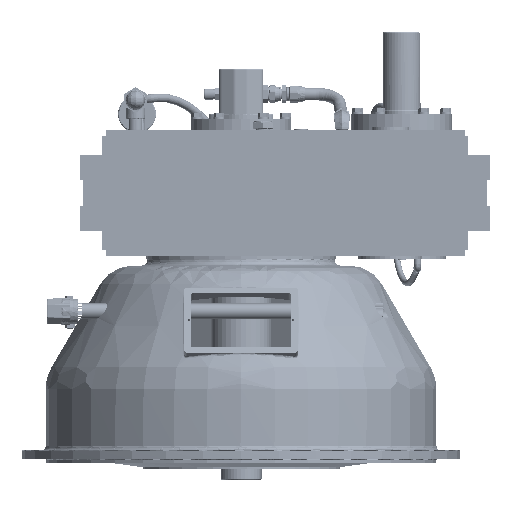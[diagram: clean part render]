
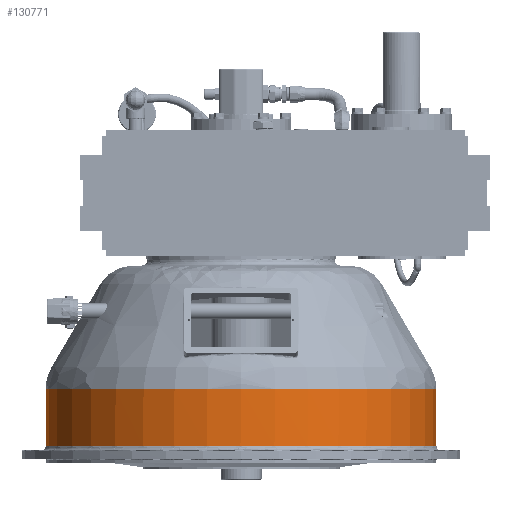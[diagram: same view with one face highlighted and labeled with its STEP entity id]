
A CAD part, front view. The second image highlights one B-rep face of the part: STEP entity #130771.
In plain terms, the highlighted cylindrical face has radius 393.7 mm (diameter 787.4 mm), a partial arc.
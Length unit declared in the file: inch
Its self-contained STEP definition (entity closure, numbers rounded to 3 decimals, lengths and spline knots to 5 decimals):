
#3574 = EDGE_CURVE ( 'NONE', #96337, #20374, #117475, .T. ) ;
#3614 = FACE_OUTER_BOUND ( 'NONE', #155863, .T. ) ;
#4084 = CIRCLE ( 'NONE', #12801, 15.5 ) ;
#12801 = AXIS2_PLACEMENT_3D ( 'NONE', #12815, #102005, #25628 ) ;
#12815 = CARTESIAN_POINT ( 'NONE',  ( 0., 0., -5.56845 ) ) ;
#14355 = VECTOR ( 'NONE', #75401, 39.37008 ) ;
#14898 = CARTESIAN_POINT ( 'NONE',  ( 15.5, 0., -1.05 ) ) ;
#18490 = VERTEX_POINT ( 'NONE', #96018 ) ;
#19048 = ORIENTED_EDGE ( 'NONE', *, *, #128330, .F. ) ;
#20374 = VERTEX_POINT ( 'NONE', #79572 ) ;
#21005 = ORIENTED_EDGE ( 'NONE', *, *, #119108, .F. ) ;
#25628 = DIRECTION ( 'NONE',  ( 0.002, 1., 0. ) ) ;
#37708 = ORIENTED_EDGE ( 'NONE', *, *, #146248, .T. ) ;
#48243 = LINE ( 'NONE', #100589, #14355 ) ;
#48762 = DIRECTION ( 'NONE',  ( 0., 0., -1. ) ) ;
#50825 = CARTESIAN_POINT ( 'NONE',  ( -15.5, 0., -5.56845 ) ) ;
#55074 = ORIENTED_EDGE ( 'NONE', *, *, #136455, .T. ) ;
#59519 = CARTESIAN_POINT ( 'NONE',  ( 15.5, 0., -5.56845 ) ) ;
#59834 = CARTESIAN_POINT ( 'NONE',  ( 0., 0., -1.05 ) ) ;
#62251 = CARTESIAN_POINT ( 'NONE',  ( 0., 0., -5.56845 ) ) ;
#62546 = VERTEX_POINT ( 'NONE', #59519 ) ;
#72662 = DIRECTION ( 'NONE',  ( 1., 0., 0. ) ) ;
#75057 = DIRECTION ( 'NONE',  ( 0.002, 1., 0. ) ) ;
#75401 = DIRECTION ( 'NONE',  ( 0., 0., 1. ) ) ;
#75680 = VECTOR ( 'NONE', #77813, 39.37008 ) ;
#77813 = DIRECTION ( 'NONE',  ( 0., 0., 1. ) ) ;
#79572 = CARTESIAN_POINT ( 'NONE',  ( 0.04707, -15.49993, -1.05 ) ) ;
#81445 = VERTEX_POINT ( 'NONE', #50825 ) ;
#96018 = CARTESIAN_POINT ( 'NONE',  ( -15.5, 0., -1.05 ) ) ;
#96337 = VERTEX_POINT ( 'NONE', #14898 ) ;
#100589 = CARTESIAN_POINT ( 'NONE',  ( 15.5, 0., -16.6865 ) ) ;
#100720 = VERTEX_POINT ( 'NONE', #108834 ) ;
#101398 = CYLINDRICAL_SURFACE ( 'NONE', #164649, 15.5 ) ;
#102005 = DIRECTION ( 'NONE',  ( 0., 0., -1. ) ) ;
#107025 = CARTESIAN_POINT ( 'NONE',  ( 0., 0., -16.6865 ) ) ;
#108834 = CARTESIAN_POINT ( 'NONE',  ( -0.03474, -15.49996, -5.56845 ) ) ;
#110550 = AXIS2_PLACEMENT_3D ( 'NONE', #59834, #149074, #72662 ) ;
#113704 = LINE ( 'NONE', #154245, #75680 ) ;
#116058 = ORIENTED_EDGE ( 'NONE', *, *, #161911, .F. ) ;
#117475 = CIRCLE ( 'NONE', #147814, 15.5 ) ;
#119108 = EDGE_CURVE ( 'NONE', #81445, #18490, #113704, .T. ) ;
#120376 = DIRECTION ( 'NONE',  ( 1., 0., 0. ) ) ;
#124780 = CIRCLE ( 'NONE', #132007, 15.5 ) ;
#125149 = CARTESIAN_POINT ( 'NONE',  ( 0., 0., -1.05 ) ) ;
#128330 = EDGE_CURVE ( 'NONE', #62546, #100720, #4084, .T. ) ;
#130771 = ADVANCED_FACE ( 'NONE', ( #3614 ), #101398, .T. ) ;
#132007 = AXIS2_PLACEMENT_3D ( 'NONE', #62251, #151446, #75057 ) ;
#136455 = EDGE_CURVE ( 'NONE', #20374, #18490, #140269, .T. ) ;
#137947 = DIRECTION ( 'NONE',  ( 1., 0., 0. ) ) ;
#140269 = CIRCLE ( 'NONE', #110550, 15.5 ) ;
#146248 = EDGE_CURVE ( 'NONE', #62546, #96337, #48243, .T. ) ;
#147814 = AXIS2_PLACEMENT_3D ( 'NONE', #125149, #48762, #137947 ) ;
#149074 = DIRECTION ( 'NONE',  ( 0., 0., -1. ) ) ;
#151446 = DIRECTION ( 'NONE',  ( 0., 0., -1. ) ) ;
#153475 = ORIENTED_EDGE ( 'NONE', *, *, #3574, .T. ) ;
#154245 = CARTESIAN_POINT ( 'NONE',  ( -15.5, 0., -16.6865 ) ) ;
#155863 = EDGE_LOOP ( 'NONE', ( #21005, #116058, #19048, #37708, #153475, #55074 ) ) ;
#158266 = DIRECTION ( 'NONE',  ( 0., 0., 1. ) ) ;
#161911 = EDGE_CURVE ( 'NONE', #100720, #81445, #124780, .T. ) ;
#164649 = AXIS2_PLACEMENT_3D ( 'NONE', #107025, #158266, #120376 ) ;
